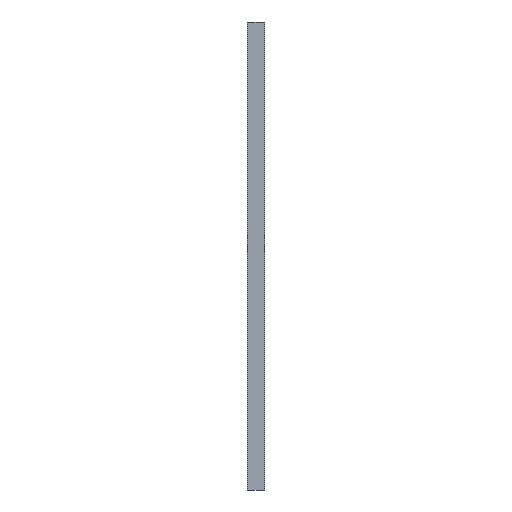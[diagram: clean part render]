
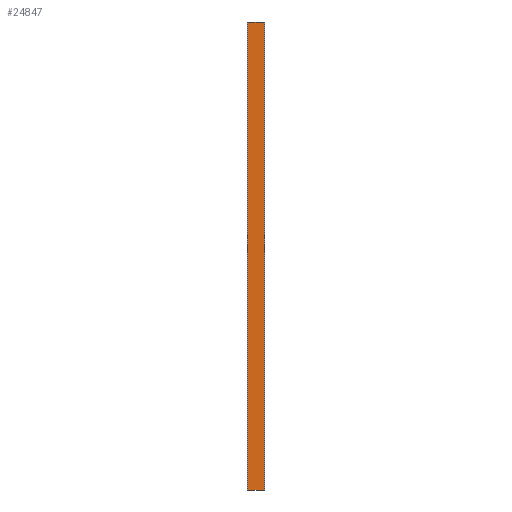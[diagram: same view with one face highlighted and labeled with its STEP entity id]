
A CAD part, left-side view. The second image highlights one B-rep face of the part: STEP entity #24847.
In plain terms, the highlighted planar face has unit normal (-1, 0, 0).
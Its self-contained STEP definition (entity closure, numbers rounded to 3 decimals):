
#5647=DIRECTION('',(0.,0.,1.));
#5648=VECTOR('',#5647,2000.);
#5649=CARTESIAN_POINT('',(0.,71.3,-1000.));
#5650=LINE('',#5649,#5648);
#5655=DIRECTION('',(0.,-1.,0.));
#5656=VECTOR('',#5655,69.3);
#5657=CARTESIAN_POINT('',(0.,71.3,1000.));
#5658=LINE('',#5657,#5656);
#5667=DIRECTION('',(0.,1.,0.));
#5668=VECTOR('',#5667,69.3);
#5669=CARTESIAN_POINT('',(0.,2.,-1000.));
#5670=LINE('',#5669,#5668);
#5693=DIRECTION('',(0.,0.,-1.));
#5694=VECTOR('',#5693,2000.);
#5695=CARTESIAN_POINT('',(0.,2.,1000.));
#5696=LINE('',#5695,#5694);
#22163=CARTESIAN_POINT('',(0.,71.3,1000.));
#22164=VERTEX_POINT('',#22163);
#22167=CARTESIAN_POINT('',(0.,71.3,-1000.));
#22168=VERTEX_POINT('',#22167);
#22169=CARTESIAN_POINT('',(0.,2.,-1000.));
#22170=VERTEX_POINT('',#22169);
#22171=CARTESIAN_POINT('',(0.,2.,1000.));
#22172=VERTEX_POINT('',#22171);
#24833=CARTESIAN_POINT('',(0.,0.,1000.));
#24834=DIRECTION('',(-1.,0.,0.));
#24835=DIRECTION('',(0.,0.,1.));
#24836=AXIS2_PLACEMENT_3D('',#24833,#24834,#24835);
#24837=PLANE('',#24836);
#24838=ORIENTED_EDGE('',*,*,#24826,.T.);
#24840=ORIENTED_EDGE('',*,*,#24839,.T.);
#24842=ORIENTED_EDGE('',*,*,#24841,.T.);
#24844=ORIENTED_EDGE('',*,*,#24843,.T.);
#24845=EDGE_LOOP('',(#24838,#24840,#24842,#24844));
#24846=FACE_OUTER_BOUND('',#24845,.F.);
#24847=ADVANCED_FACE('',(#24846),#24837,.T.);
#24826=EDGE_CURVE('',#22168,#22164,#5650,.T.);
#24839=EDGE_CURVE('',#22164,#22172,#5658,.T.);
#24841=EDGE_CURVE('',#22172,#22170,#5696,.T.);
#24843=EDGE_CURVE('',#22170,#22168,#5670,.T.);
